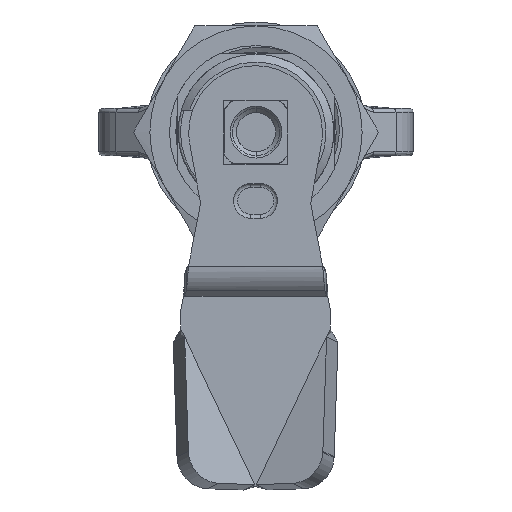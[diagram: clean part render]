
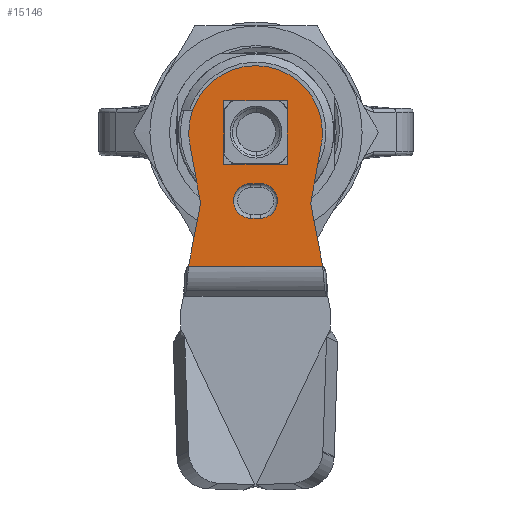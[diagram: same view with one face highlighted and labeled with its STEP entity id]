
A CAD part, front view. The second image highlights one B-rep face of the part: STEP entity #15146.
In plain terms, the highlighted planar face has unit normal (0, -1, 0).
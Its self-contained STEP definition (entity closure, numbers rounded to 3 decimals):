
#107 = EDGE_CURVE ( 'NONE', #5261, #5893, #8948, .T. ) ;
#122 = CARTESIAN_POINT ( 'NONE',  ( 18.494, 0., 8.5 ) ) ;
#548 = CARTESIAN_POINT ( 'NONE',  ( 9.394, 0., -2.4 ) ) ;
#632 = VERTEX_POINT ( 'NONE', #679 ) ;
#679 = CARTESIAN_POINT ( 'NONE',  ( 18.532, 0., -8.5 ) ) ;
#719 = ORIENTED_EDGE ( 'NONE', *, *, #9572, .T. ) ;
#818 = ORIENTED_EDGE ( 'NONE', *, *, #5177, .T. ) ;
#833 = CIRCLE ( 'NONE', #5467, 2.2 ) ;
#870 = LINE ( 'NONE', #2517, #10299 ) ;
#922 = EDGE_CURVE ( 'NONE', #13661, #6240, #5344, .T. ) ;
#1099 = DIRECTION ( 'NONE',  ( 0., -1., 0. ) ) ;
#1199 = FACE_BOUND ( 'NONE', #10345, .T. ) ;
#1205 = EDGE_CURVE ( 'NONE', #16526, #9534, #14849, .T. ) ;
#1213 = VECTOR ( 'NONE', #14909, 1000. ) ;
#1253 = VECTOR ( 'NONE', #4986, 1000. ) ;
#1407 = EDGE_CURVE ( 'NONE', #4281, #3235, #6569, .T. ) ;
#1484 = VERTEX_POINT ( 'NONE', #11325 ) ;
#1563 = DIRECTION ( 'NONE',  ( 0., -1., 0. ) ) ;
#1626 = EDGE_CURVE ( 'NONE', #1857, #632, #14999, .T. ) ;
#1651 = DIRECTION ( 'NONE',  ( 0., -1., 0. ) ) ;
#1857 = VERTEX_POINT ( 'NONE', #17205 ) ;
#1862 = CARTESIAN_POINT ( 'NONE',  ( 14.044, 0., 12.55 ) ) ;
#2206 = ORIENTED_EDGE ( 'NONE', *, *, #14906, .T. ) ;
#2517 = CARTESIAN_POINT ( 'NONE',  ( 2.994, 0., -0.5 ) ) ;
#2642 = ORIENTED_EDGE ( 'NONE', *, *, #10766, .T. ) ;
#2928 = CARTESIAN_POINT ( 'NONE',  ( 1.494, 0., 8.5 ) ) ;
#3017 = CARTESIAN_POINT ( 'NONE',  ( 9.994, 0., 8.5 ) ) ;
#3088 = AXIS2_PLACEMENT_3D ( 'NONE', #11242, #18961, #11143 ) ;
#3213 = CARTESIAN_POINT ( 'NONE',  ( 9.994, 0., 4.45 ) ) ;
#3218 = DIRECTION ( 'NONE',  ( 1., 0., 0. ) ) ;
#3235 = VERTEX_POINT ( 'NONE', #7329 ) ;
#3238 = VECTOR ( 'NONE', #10654, 1000. ) ;
#3260 = CIRCLE ( 'NONE', #4484, 2.2 ) ;
#3563 = AXIS2_PLACEMENT_3D ( 'NONE', #16688, #1651, #9990 ) ;
#3583 = VERTEX_POINT ( 'NONE', #11659 ) ;
#3844 = DIRECTION ( 'NONE',  ( -0.189, 0., 0.982 ) ) ;
#4281 = VERTEX_POINT ( 'NONE', #7986 ) ;
#4291 = FACE_BOUND ( 'NONE', #16983, .T. ) ;
#4484 = AXIS2_PLACEMENT_3D ( 'NONE', #16488, #13790, #9039 ) ;
#4569 = CARTESIAN_POINT ( 'NONE',  ( 9.994, 0., 12.55 ) ) ;
#4667 = DIRECTION ( 'NONE',  ( 1., 0., 0. ) ) ;
#4986 = DIRECTION ( 'NONE',  ( -1., 0., 0. ) ) ;
#5023 = ORIENTED_EDGE ( 'NONE', *, *, #14443, .T. ) ;
#5177 = EDGE_CURVE ( 'NONE', #6831, #16812, #18817, .T. ) ;
#5261 = VERTEX_POINT ( 'NONE', #14992 ) ;
#5280 = DIRECTION ( 'NONE',  ( 0., 1., 0. ) ) ;
#5344 = CIRCLE ( 'NONE', #10316, 8.5 ) ;
#5462 = VERTEX_POINT ( 'NONE', #10428 ) ;
#5467 = AXIS2_PLACEMENT_3D ( 'NONE', #11095, #5280, #11492 ) ;
#5487 = LINE ( 'NONE', #17396, #8810 ) ;
#5664 = EDGE_CURVE ( 'NONE', #17276, #10166, #13807, .T. ) ;
#5833 = DIRECTION ( 'NONE',  ( 1., 0., 0. ) ) ;
#5893 = VERTEX_POINT ( 'NONE', #17458 ) ;
#5968 = ORIENTED_EDGE ( 'NONE', *, *, #10846, .T. ) ;
#6240 = VERTEX_POINT ( 'NONE', #2928 ) ;
#6363 = DIRECTION ( 'NONE',  ( 1., 0., 0. ) ) ;
#6479 = CARTESIAN_POINT ( 'NONE',  ( 1.632, 0., 6.976 ) ) ;
#6488 = EDGE_CURVE ( 'NONE', #3235, #1857, #870, .T. ) ;
#6569 = LINE ( 'NONE', #6479, #11791 ) ;
#6743 = LINE ( 'NONE', #12668, #14151 ) ;
#6831 = VERTEX_POINT ( 'NONE', #13736 ) ;
#7329 = CARTESIAN_POINT ( 'NONE',  ( 2.994, 0., -0.5 ) ) ;
#7598 = ORIENTED_EDGE ( 'NONE', *, *, #11210, .T. ) ;
#7599 = VECTOR ( 'NONE', #15550, 1000. ) ;
#7669 = CARTESIAN_POINT ( 'NONE',  ( 14.044, 0., 8.5 ) ) ;
#7814 = CARTESIAN_POINT ( 'NONE',  ( 9.994, 0., 8.5 ) ) ;
#7986 = CARTESIAN_POINT ( 'NONE',  ( 1.632, 0., 6.976 ) ) ;
#7999 = DIRECTION ( 'NONE',  ( 0., -1., 0. ) ) ;
#8445 = CARTESIAN_POINT ( 'NONE',  ( 5.944, 0., 12.55 ) ) ;
#8523 = CARTESIAN_POINT ( 'NONE',  ( 18.356, 0., 6.976 ) ) ;
#8792 = VECTOR ( 'NONE', #4667, 1000. ) ;
#8810 = VECTOR ( 'NONE', #15756, 1000. ) ;
#8948 = CIRCLE ( 'NONE', #3088, 2.2 ) ;
#9039 = DIRECTION ( 'NONE',  ( 1., 0., 0. ) ) ;
#9405 = ORIENTED_EDGE ( 'NONE', *, *, #5664, .T. ) ;
#9487 = DIRECTION ( 'NONE',  ( 0.179, 0., -0.984 ) ) ;
#9534 = VERTEX_POINT ( 'NONE', #1862 ) ;
#9572 = EDGE_CURVE ( 'NONE', #5893, #17276, #833, .T. ) ;
#9951 = CARTESIAN_POINT ( 'NONE',  ( 10.594, 0., -2.4 ) ) ;
#9981 = ORIENTED_EDGE ( 'NONE', *, *, #1205, .T. ) ;
#9990 = DIRECTION ( 'NONE',  ( 1., 0., 0. ) ) ;
#10015 = CARTESIAN_POINT ( 'NONE',  ( 9.394, 0., -2.4 ) ) ;
#10166 = VERTEX_POINT ( 'NONE', #10015 ) ;
#10299 = VECTOR ( 'NONE', #18653, 1000. ) ;
#10316 = AXIS2_PLACEMENT_3D ( 'NONE', #3017, #1563, #11913 ) ;
#10345 = EDGE_LOOP ( 'NONE', ( #9405, #2206, #16158, #15052, #719 ) ) ;
#10373 = VECTOR ( 'NONE', #16391, 1000. ) ;
#10428 = CARTESIAN_POINT ( 'NONE',  ( 14.044, 0., 4.45 ) ) ;
#10654 = DIRECTION ( 'NONE',  ( -1., 0., 0. ) ) ;
#10766 = EDGE_CURVE ( 'NONE', #16812, #13661, #15306, .T. ) ;
#10846 = EDGE_CURVE ( 'NONE', #3583, #16526, #5487, .T. ) ;
#11095 = CARTESIAN_POINT ( 'NONE',  ( 10.594, 0., -0.2 ) ) ;
#11143 = DIRECTION ( 'NONE',  ( 1., 0., 0. ) ) ;
#11210 = EDGE_CURVE ( 'NONE', #6240, #4281, #18373, .T. ) ;
#11242 = CARTESIAN_POINT ( 'NONE',  ( 10.594, 0., -0.2 ) ) ;
#11325 = CARTESIAN_POINT ( 'NONE',  ( 9.394, 0., 2. ) ) ;
#11492 = DIRECTION ( 'NONE',  ( 1., 0., 0. ) ) ;
#11521 = VECTOR ( 'NONE', #3218, 1000. ) ;
#11546 = FACE_OUTER_BOUND ( 'NONE', #11835, .T. ) ;
#11659 = CARTESIAN_POINT ( 'NONE',  ( 5.944, 0., 4.45 ) ) ;
#11725 = ORIENTED_EDGE ( 'NONE', *, *, #6488, .T. ) ;
#11776 = ORIENTED_EDGE ( 'NONE', *, *, #1407, .T. ) ;
#11791 = VECTOR ( 'NONE', #9487, 1000. ) ;
#11835 = EDGE_LOOP ( 'NONE', ( #11725, #16260, #5023, #818, #2642, #16836, #7598, #11776 ) ) ;
#11913 = DIRECTION ( 'NONE',  ( 1., 0., 0. ) ) ;
#12520 = AXIS2_PLACEMENT_3D ( 'NONE', #7814, #7999, #6363 ) ;
#12668 = CARTESIAN_POINT ( 'NONE',  ( 18.532, 0., -8.5 ) ) ;
#12850 = CARTESIAN_POINT ( 'NONE',  ( 16.994, 0., -0.5 ) ) ;
#13151 = EDGE_CURVE ( 'NONE', #9534, #5462, #16764, .T. ) ;
#13580 = EDGE_CURVE ( 'NONE', #5462, #3583, #15023, .T. ) ;
#13661 = VERTEX_POINT ( 'NONE', #122 ) ;
#13736 = CARTESIAN_POINT ( 'NONE',  ( 16.994, 0., -0.5 ) ) ;
#13790 = DIRECTION ( 'NONE',  ( 0., 1., 0. ) ) ;
#13807 = LINE ( 'NONE', #548, #1253 ) ;
#13879 = ORIENTED_EDGE ( 'NONE', *, *, #13151, .T. ) ;
#14151 = VECTOR ( 'NONE', #3844, 1000. ) ;
#14443 = EDGE_CURVE ( 'NONE', #632, #6831, #6743, .T. ) ;
#14849 = LINE ( 'NONE', #4569, #11521 ) ;
#14856 = LINE ( 'NONE', #18106, #8792 ) ;
#14906 = EDGE_CURVE ( 'NONE', #10166, #1484, #3260, .T. ) ;
#14909 = DIRECTION ( 'NONE',  ( 1., 0., 0. ) ) ;
#14992 = CARTESIAN_POINT ( 'NONE',  ( 10.594, 0., 2. ) ) ;
#14999 = LINE ( 'NONE', #16529, #1213 ) ;
#15023 = LINE ( 'NONE', #3213, #3238 ) ;
#15052 = ORIENTED_EDGE ( 'NONE', *, *, #107, .T. ) ;
#15146 = ADVANCED_FACE ( 'NONE', ( #1199, #4291, #11546 ), #17636, .T. ) ;
#15301 = AXIS2_PLACEMENT_3D ( 'NONE', #16098, #1099, #5833 ) ;
#15306 = CIRCLE ( 'NONE', #12520, 8.5 ) ;
#15550 = DIRECTION ( 'NONE',  ( 0.179, 0., 0.984 ) ) ;
#15756 = DIRECTION ( 'NONE',  ( 0., 0., 1. ) ) ;
#16098 = CARTESIAN_POINT ( 'NONE',  ( 9.994, 0., 8.5 ) ) ;
#16158 = ORIENTED_EDGE ( 'NONE', *, *, #16318, .T. ) ;
#16260 = ORIENTED_EDGE ( 'NONE', *, *, #1626, .T. ) ;
#16318 = EDGE_CURVE ( 'NONE', #1484, #5261, #14856, .T. ) ;
#16391 = DIRECTION ( 'NONE',  ( 0., 0., -1. ) ) ;
#16488 = CARTESIAN_POINT ( 'NONE',  ( 9.394, 0., -0.2 ) ) ;
#16526 = VERTEX_POINT ( 'NONE', #8445 ) ;
#16529 = CARTESIAN_POINT ( 'NONE',  ( 9.994, 0., -8.5 ) ) ;
#16688 = CARTESIAN_POINT ( 'NONE',  ( 9.994, 0., 8.5 ) ) ;
#16764 = LINE ( 'NONE', #7669, #10373 ) ;
#16812 = VERTEX_POINT ( 'NONE', #8523 ) ;
#16836 = ORIENTED_EDGE ( 'NONE', *, *, #922, .T. ) ;
#16983 = EDGE_LOOP ( 'NONE', ( #17316, #5968, #9981, #13879 ) ) ;
#17205 = CARTESIAN_POINT ( 'NONE',  ( 1.455, 0., -8.5 ) ) ;
#17276 = VERTEX_POINT ( 'NONE', #9951 ) ;
#17316 = ORIENTED_EDGE ( 'NONE', *, *, #13580, .T. ) ;
#17396 = CARTESIAN_POINT ( 'NONE',  ( 5.944, 0., 8.5 ) ) ;
#17458 = CARTESIAN_POINT ( 'NONE',  ( 12.794, 0., -0.2 ) ) ;
#17636 = PLANE ( 'NONE',  #15301 ) ;
#18106 = CARTESIAN_POINT ( 'NONE',  ( 10.594, 0., 2. ) ) ;
#18373 = CIRCLE ( 'NONE', #3563, 8.5 ) ;
#18653 = DIRECTION ( 'NONE',  ( -0.189, 0., -0.982 ) ) ;
#18817 = LINE ( 'NONE', #12850, #7599 ) ;
#18961 = DIRECTION ( 'NONE',  ( 0., 1., 0. ) ) ;
